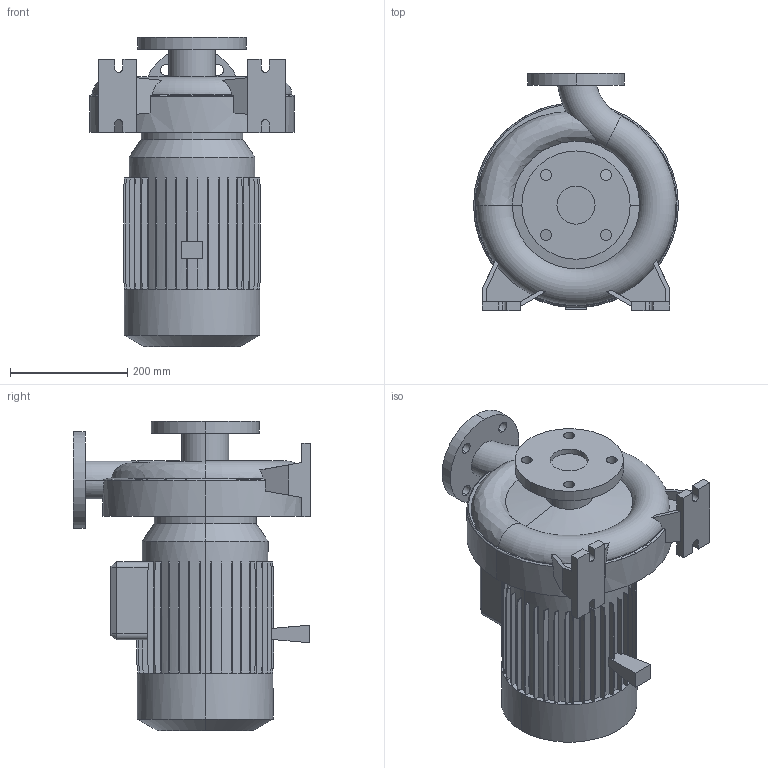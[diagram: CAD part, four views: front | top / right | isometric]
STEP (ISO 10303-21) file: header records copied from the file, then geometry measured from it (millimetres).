
FILE_DESCRIPTION (( 'STEP AP214' ), '1' );
FILE_NAME ('10010797swp02.step', '2023-01-20T15:05:16', ( '' ), ( '' ), 'SwSTEP 2.0', 'SolidWorks 2020', '' );
FILE_SCHEMA (( 'AUTOMOTIVE_DESIGN' ));
Length unit declared in the file: millimetre
Products named in the file (1): 10010797swp02
Bounding box: 350 x 405 x 528 mm (x, y, z)
Volume: 24060236.8 mm3; surface area: 911795.7 mm2
Topology: 1 solids, 1 shells, 390 faces, 1131 edges, 750 vertices
Faces by surface type: plane 316, cylinder 52, cone 14, torus 7, bspline 1
Entity records: 13753 total; most frequent: CARTESIAN_POINT 3314, ORIENTED_EDGE 2262, DIRECTION 2061, EDGE_CURVE 1131, LINE 883, VECTOR 883, VERTEX_POINT 750, AXIS2_PLACEMENT_3D 589
